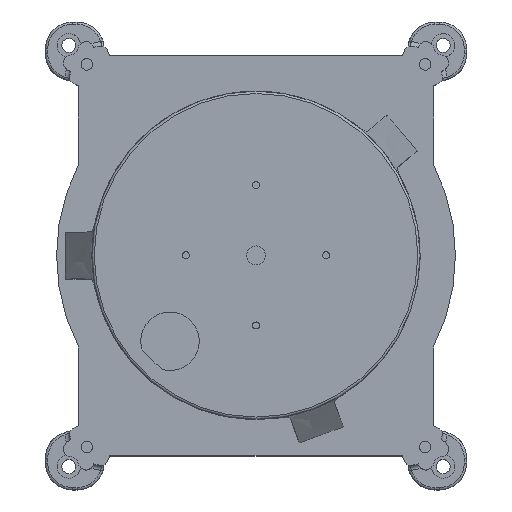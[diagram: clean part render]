
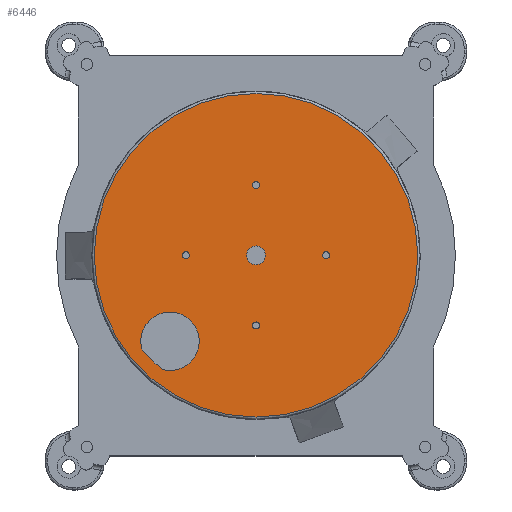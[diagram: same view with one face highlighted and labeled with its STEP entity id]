
A CAD part, top view. The second image highlights one B-rep face of the part: STEP entity #6446.
In plain terms, the highlighted planar face has unit normal (0, 0, 1).
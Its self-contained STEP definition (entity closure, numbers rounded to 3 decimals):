
#379=FACE_BOUND('',#2046,.T.);
#380=FACE_BOUND('',#2047,.T.);
#381=FACE_BOUND('',#2048,.T.);
#382=FACE_BOUND('',#2049,.T.);
#383=FACE_BOUND('',#2050,.T.);
#384=FACE_BOUND('',#2051,.T.);
#1384=PLANE('',#7138);
#1660=FACE_OUTER_BOUND('',#2045,.T.);
#2045=EDGE_LOOP('',(#5482));
#2046=EDGE_LOOP('',(#5483));
#2047=EDGE_LOOP('',(#5484));
#2048=EDGE_LOOP('',(#5485));
#2049=EDGE_LOOP('',(#5486));
#2050=EDGE_LOOP('',(#5487,#5488));
#2051=EDGE_LOOP('',(#5489));
#2484=CIRCLE('',#7105,1.5);
#2486=CIRCLE('',#7108,1.5);
#2488=CIRCLE('',#7111,1.5);
#2490=CIRCLE('',#7114,1.5);
#2493=CIRCLE('',#7118,12.5);
#2495=CIRCLE('',#7121,63.158);
#2496=CIRCLE('',#7123,4.);
#2498=CIRCLE('',#7126,69.154);
#3030=VERTEX_POINT('',#11328);
#3032=VERTEX_POINT('',#11334);
#3034=VERTEX_POINT('',#11340);
#3036=VERTEX_POINT('',#11346);
#3040=VERTEX_POINT('',#11355);
#3041=VERTEX_POINT('',#11357);
#3042=VERTEX_POINT('',#11364);
#3044=VERTEX_POINT('',#11370);
#3873=EDGE_CURVE('',#3030,#3030,#2484,.T.);
#3876=EDGE_CURVE('',#3032,#3032,#2486,.T.);
#3879=EDGE_CURVE('',#3034,#3034,#2488,.T.);
#3882=EDGE_CURVE('',#3036,#3036,#2490,.T.);
#3887=EDGE_CURVE('',#3041,#3040,#2493,.T.);
#3890=EDGE_CURVE('',#3040,#3041,#2495,.T.);
#3891=EDGE_CURVE('',#3042,#3042,#2496,.T.);
#3894=EDGE_CURVE('',#3044,#3044,#2498,.T.);
#5482=ORIENTED_EDGE('',*,*,#3894,.F.);
#5483=ORIENTED_EDGE('',*,*,#3873,.T.);
#5484=ORIENTED_EDGE('',*,*,#3876,.T.);
#5485=ORIENTED_EDGE('',*,*,#3879,.T.);
#5486=ORIENTED_EDGE('',*,*,#3882,.T.);
#5487=ORIENTED_EDGE('',*,*,#3887,.T.);
#5488=ORIENTED_EDGE('',*,*,#3890,.T.);
#5489=ORIENTED_EDGE('',*,*,#3891,.T.);
#6446=ADVANCED_FACE('',(#1660,#379,#380,#381,#382,#383,#384),#1384,.T.);
#7105=AXIS2_PLACEMENT_3D('',#11329,#8631,#8632);
#7108=AXIS2_PLACEMENT_3D('',#11335,#8638,#8639);
#7111=AXIS2_PLACEMENT_3D('',#11341,#8645,#8646);
#7114=AXIS2_PLACEMENT_3D('',#11347,#8652,#8653);
#7118=AXIS2_PLACEMENT_3D('',#11358,#8662,#8663);
#7121=AXIS2_PLACEMENT_3D('',#11362,#8669,#8670);
#7123=AXIS2_PLACEMENT_3D('',#11365,#8673,#8674);
#7126=AXIS2_PLACEMENT_3D('',#11371,#8680,#8681);
#7138=AXIS2_PLACEMENT_3D('',#11393,#8705,#8706);
#8631=DIRECTION('center_axis',(0.,0.,-1.));
#8632=DIRECTION('ref_axis',(-1.,0.,0.));
#8638=DIRECTION('center_axis',(0.,0.,-1.));
#8639=DIRECTION('ref_axis',(-1.,0.,0.));
#8645=DIRECTION('center_axis',(0.,0.,-1.));
#8646=DIRECTION('ref_axis',(-1.,0.,0.));
#8652=DIRECTION('center_axis',(0.,0.,-1.));
#8653=DIRECTION('ref_axis',(-1.,0.,0.));
#8662=DIRECTION('center_axis',(0.,0.,-1.));
#8663=DIRECTION('ref_axis',(-1.,0.,0.));
#8669=DIRECTION('center_axis',(0.,0.,-1.));
#8670=DIRECTION('ref_axis',(0.707,-0.707,0.));
#8673=DIRECTION('center_axis',(0.,0.,-1.));
#8674=DIRECTION('ref_axis',(-1.,0.,0.));
#8680=DIRECTION('center_axis',(0.,0.,-1.));
#8681=DIRECTION('ref_axis',(-1.,0.,0.));
#8705=DIRECTION('center_axis',(0.,0.,1.));
#8706=DIRECTION('ref_axis',(-1.,0.,0.));
#11328=CARTESIAN_POINT('',(-28.5,0.,211.65));
#11329=CARTESIAN_POINT('Origin',(-30.,0.,211.65));
#11334=CARTESIAN_POINT('',(1.5,-30.,211.65));
#11335=CARTESIAN_POINT('Origin',(0.,-30.,211.65));
#11340=CARTESIAN_POINT('',(1.5,30.,211.65));
#11341=CARTESIAN_POINT('Origin',(0.,30.,211.65));
#11346=CARTESIAN_POINT('',(31.5,0.,211.65));
#11347=CARTESIAN_POINT('Origin',(30.,0.,211.65));
#11355=CARTESIAN_POINT('',(40.058,48.829,211.65));
#11357=CARTESIAN_POINT('',(48.829,40.058,211.65));
#11358=CARTESIAN_POINT('Origin',(36.77,36.77,211.65));
#11362=CARTESIAN_POINT('Origin',(0.,0.,
211.65));
#11364=CARTESIAN_POINT('',(4.,0.,211.65));
#11365=CARTESIAN_POINT('Origin',(0.,0.,211.65));
#11370=CARTESIAN_POINT('',(-69.154,0.,211.65));
#11371=CARTESIAN_POINT('Origin',(0.,0.,211.65));
#11393=CARTESIAN_POINT('Origin',(0.,0.,211.65));
